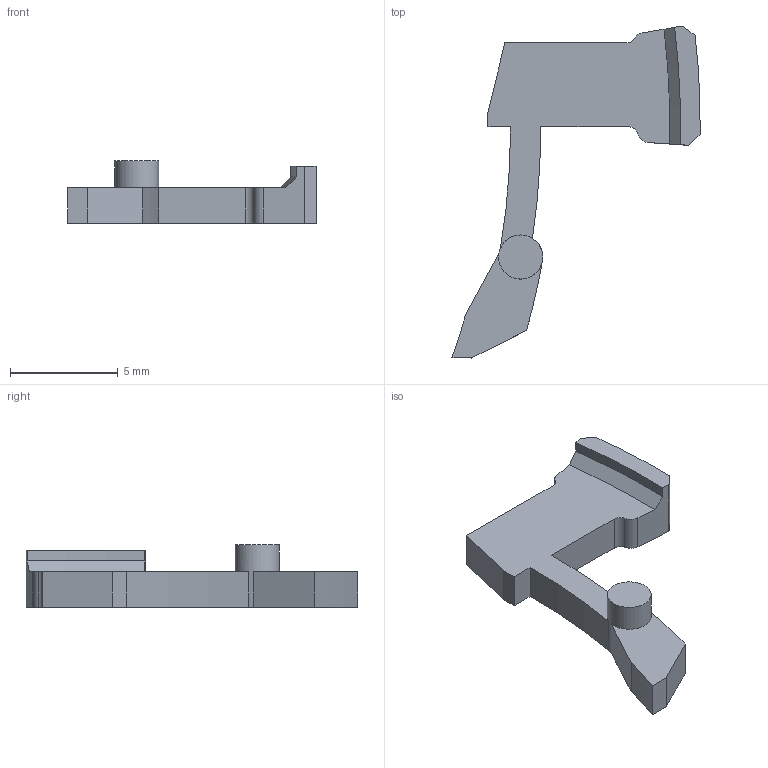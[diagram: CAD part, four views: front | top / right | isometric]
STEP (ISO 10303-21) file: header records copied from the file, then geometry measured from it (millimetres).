
FILE_DESCRIPTION(/* description */ (''),/* implementation_level */ '2;1');
FILE_NAME(/* name */ 'mountBodyBase_lock_M645',/* time_stamp */ '2023-12-05T12:14:21-05:00',/* author */ ('George Moua'),/* organization */ ('Archive 663'),/* preprocessor_version */ 'ST-DEVELOPER v16.7',/* originating_system */ 'Solid Edge',/* authorisation */ 'Unknown');
FILE_SCHEMA (('AUTOMOTIVE_DESIGN {1 0 10303 214 3 1 1}'));
Length unit declared in the file: millimetre
Products named in the file (3): mountLensBase; mountLensBase_M645_oa_0; mountBodyBase_lock_M645
Assembly tree (2 placements, depth 3):
  mountLensBase
    mountLensBase_M645_oa_0
      mountBodyBase_lock_M645
Bounding box: 11.52 x 15.41 x 2.9 mm (x, y, z)
Volume: 110.8 mm3; surface area: 226.7 mm2
Topology: 1 solids, 1 shells, 29 faces, 81 edges, 54 vertices
Faces by surface type: plane 17, cylinder 11, cone 1
Full cylindrical faces by diameter (mm): 2.05 x1
Entity records: 997 total; most frequent: CARTESIAN_POINT 170, DIRECTION 167, ORIENTED_EDGE 158, EDGE_CURVE 79, AXIS2_PLACEMENT_3D 58, VERTEX_POINT 53, LINE 51, VECTOR 51
